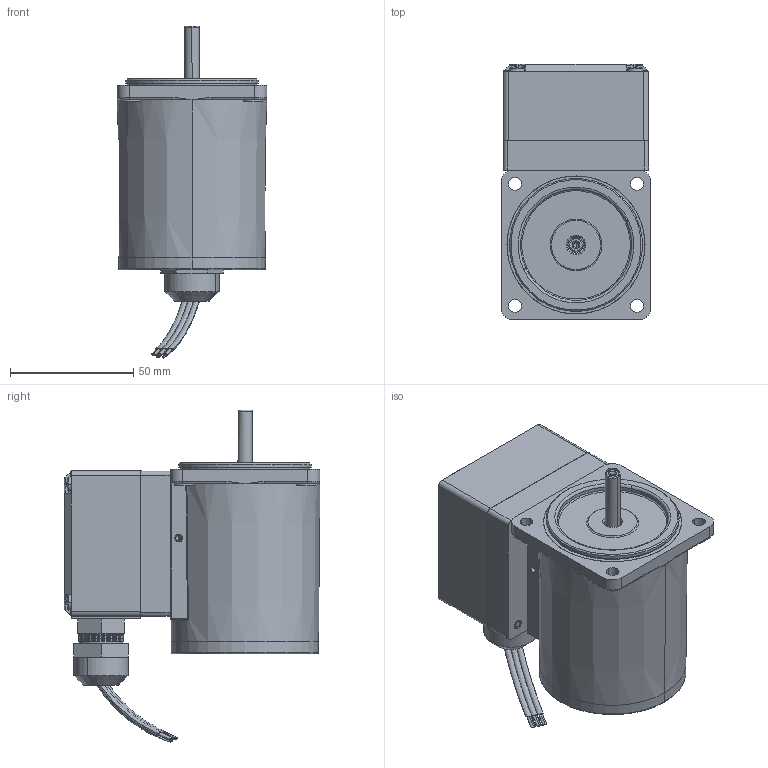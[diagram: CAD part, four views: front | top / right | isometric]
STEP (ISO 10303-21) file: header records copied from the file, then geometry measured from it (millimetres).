
FILE_DESCRIPTION (( 'STEP AP203' ), '1' );
FILE_NAME ('2TK3CA-¡¼P-5CBD0¡¼3000Z0.STEP', '2018-04-23T02:54:20', ( '' ), ( '' ), 'SwSTEP 2.0', 'SolidWorks 2010', '' );
FILE_SCHEMA (( 'CONFIG_CONTROL_DESIGN' ));
Length unit declared in the file: millimetre
Products named in the file (11): C254_Default; Ts上蓋; 出線頭 Ver.2; 圓頭十字螺絲 M3 x 40 --40N_JIS B 1111 Binding head screw M3 x 40 --40N; 2TK3CA-〖P-5CBD0〖3000Z0; M206Ts_2.成品; 06A_0成品; 成品180度; Ts下蓋; Ts下墊片; 出口線-5條TK-C
Assembly tree (13 placements, depth 3):
  2TK3CA-〖P-5CBD0〖3000Z0
    C254_Default
    06A_0成品
    M206Ts_2.成品
    出口線-5條TK-C
    成品180度
      出線頭 Ver.2
      Ts下蓋
      圓頭十字螺絲 M3 x 40 --40N_JIS B 1111 Binding head screw M3 x 40 --40N  x4
      Ts上蓋
      Ts下墊片
Bounding box: 60.8 x 103.8 x 134.72 mm (x, y, z)
Volume: 377962.3 mm3; surface area: 65384.8 mm2
Topology: 14 solids, 14 shells, 2438 faces, 6318 edges, 3935 vertices
Faces by surface type: cone 1337, cylinder 815, plane 211, bspline 34, torus 31, sphere 10
Entity records: 31058 total; most frequent: CARTESIAN_POINT 6992, DIRECTION 5292, ORIENTED_EDGE 4584, EDGE_CURVE 2292, AXIS2_PLACEMENT_3D 2179, VERTEX_POINT 1430, CIRCLE 1270, EDGE_LOOP 998
